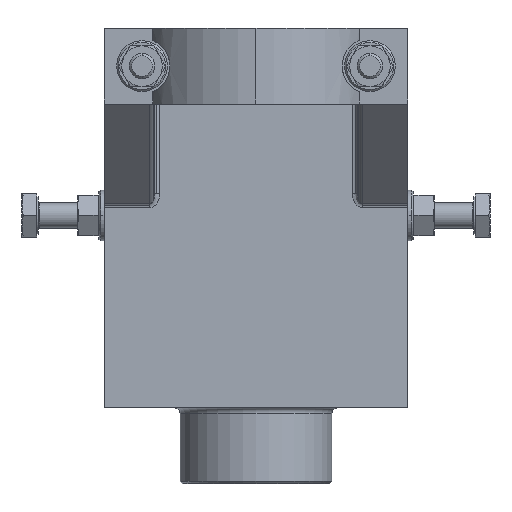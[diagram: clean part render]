
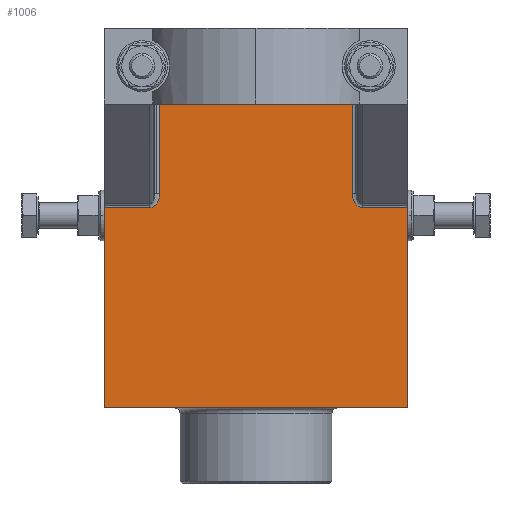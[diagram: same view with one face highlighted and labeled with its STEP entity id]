
A CAD part, front view. The second image highlights one B-rep face of the part: STEP entity #1006.
In plain terms, the highlighted planar face has unit normal (0, -1, 0).
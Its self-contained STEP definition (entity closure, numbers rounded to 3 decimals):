
#1006=ADVANCED_FACE('',(#2011),#2012,.T.);
#2011=FACE_OUTER_BOUND('',#3785,.T.);
#2012=PLANE('',#3786);
#3785=EDGE_LOOP('',(#6362,#6363,#6364,#6365,#6366,#6367,#6368,#6369,#6370,#6371));
#3786=AXIS2_PLACEMENT_3D('',#6372,#6373,#6374);
#6362=ORIENTED_EDGE('',*,*,#7256,.F.);
#6363=ORIENTED_EDGE('',*,*,#7477,.T.);
#6364=ORIENTED_EDGE('',*,*,#7446,.T.);
#6365=ORIENTED_EDGE('',*,*,#7478,.F.);
#6366=ORIENTED_EDGE('',*,*,#7271,.F.);
#6367=ORIENTED_EDGE('',*,*,#7455,.F.);
#6368=ORIENTED_EDGE('',*,*,#7281,.F.);
#6369=ORIENTED_EDGE('',*,*,#7417,.T.);
#6370=ORIENTED_EDGE('',*,*,#7261,.F.);
#6371=ORIENTED_EDGE('',*,*,#7453,.F.);
#6372=CARTESIAN_POINT('',(0.,40.,30.));
#6373=DIRECTION('',(0.,-1.0,0.));
#6374=DIRECTION('',(-1.0,0.,0.0));
#7256=EDGE_CURVE('',#8621,#8623,#8624,.T.);
#7261=EDGE_CURVE('',#8630,#8632,#8633,.T.);
#7271=EDGE_CURVE('',#8648,#8650,#8651,.T.);
#7281=EDGE_CURVE('',#8666,#8668,#8669,.T.);
#7417=EDGE_CURVE('',#8666,#8632,#8858,.T.);
#7446=EDGE_CURVE('',#8895,#8893,#8896,.T.);
#7453=EDGE_CURVE('',#8623,#8630,#8903,.T.);
#7455=EDGE_CURVE('',#8668,#8648,#8905,.T.);
#7477=EDGE_CURVE('',#8621,#8895,#8930,.T.);
#7478=EDGE_CURVE('',#8650,#8893,#8931,.T.);
#8621=VERTEX_POINT('',#10799);
#8623=VERTEX_POINT('',#10801);
#8624=LINE('',#10802,#10803);
#8630=VERTEX_POINT('',#10810);
#8632=VERTEX_POINT('',#10812);
#8633=LINE('',#10813,#10814);
#8648=VERTEX_POINT('',#10832);
#8650=VERTEX_POINT('',#10834);
#8651=LINE('',#10835,#10836);
#8666=VERTEX_POINT('',#10854);
#8668=VERTEX_POINT('',#10856);
#8669=LINE('',#10857,#10858);
#8858=LINE('',#11081,#11082);
#8893=VERTEX_POINT('',#11133);
#8895=VERTEX_POINT('',#11136);
#8896=LINE('',#11137,#11138);
#8903=ELLIPSE('',#11146,5.657,4.0);
#8905=ELLIPSE('',#11148,5.657,4.0);
#8930=LINE('',#11185,#11186);
#8931=LINE('',#11187,#11188);
#10799=CARTESIAN_POINT('',(0.,40.,-40.828));
#10801=CARTESIAN_POINT('',(18.0,40.,-40.828));
#10802=CARTESIAN_POINT('',(10.,40.,-40.828));
#10803=VECTOR('',#12077,1.0);
#10810=CARTESIAN_POINT('',(22.0,40.,-35.172));
#10812=CARTESIAN_POINT('',(22.0,40.,0.));
#10813=CARTESIAN_POINT('',(22.0,40.,7.929));
#10814=VECTOR('',#12085,1.0);
#10832=CARTESIAN_POINT('',(102.0,40.,-40.828));
#10834=CARTESIAN_POINT('',(120.0,40.,-40.828));
#10835=CARTESIAN_POINT('',(60.,40.,-40.828));
#10836=VECTOR('',#12101,1.0);
#10854=CARTESIAN_POINT('',(98.0,40.,0.));
#10856=CARTESIAN_POINT('',(98.0,40.,-35.172));
#10857=CARTESIAN_POINT('',(98.0,40.,7.929));
#10858=VECTOR('',#12117,1.0);
#11081=CARTESIAN_POINT('',(30.0,40.,0.));
#11082=VECTOR('',#12344,1.0);
#11133=CARTESIAN_POINT('',(120.0,40.,-120.0));
#11136=CARTESIAN_POINT('',(0.,40.,-120.0));
#11137=CARTESIAN_POINT('',(0.,40.,-120.0));
#11138=VECTOR('',#12371,1.0);
#11146=AXIS2_PLACEMENT_3D('',#12376,#12377,#12378);
#11148=AXIS2_PLACEMENT_3D('',#12379,#12380,#12381);
#11185=CARTESIAN_POINT('',(0.,40.,30.));
#11186=VECTOR('',#12394,1.8);
#11187=CARTESIAN_POINT('',(120.0,40.,30.));
#11188=VECTOR('',#12395,1.8);
#12077=DIRECTION('',(1.0,0.,0.));
#12085=DIRECTION('',(0.,0.,1.0));
#12101=DIRECTION('',(1.0,0.,0.));
#12117=DIRECTION('',(0.,0.,-1.0));
#12344=DIRECTION('',(-1.0,0.,0.));
#12371=DIRECTION('',(1.0,0.,0.));
#12376=CARTESIAN_POINT('',(18.0,40.,-35.172));
#12377=DIRECTION('',(0.,-1.0,0.));
#12378=DIRECTION('',(0.,0.,-1.0));
#12379=CARTESIAN_POINT('',(102.0,40.,-35.172));
#12380=DIRECTION('',(0.,-1.0,0.));
#12381=DIRECTION('',(0.,0.,-1.0));
#12394=DIRECTION('',(0.,0.,-1.0));
#12395=DIRECTION('',(0.,0.,-1.0));
